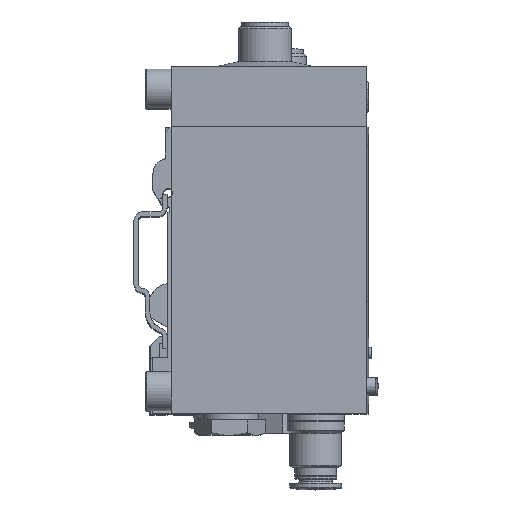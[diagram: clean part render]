
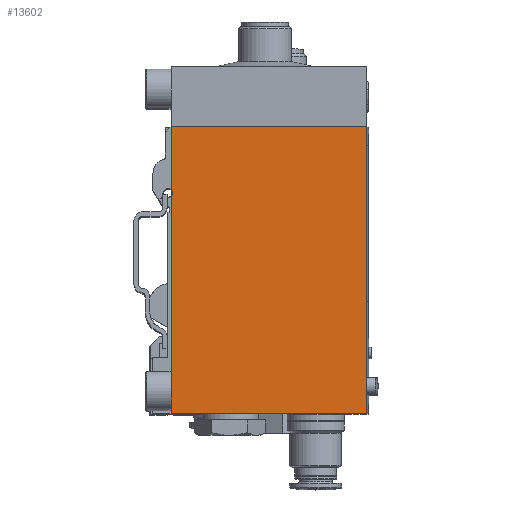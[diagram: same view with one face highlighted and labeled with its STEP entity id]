
A CAD part, top view. The second image highlights one B-rep face of the part: STEP entity #13602.
In plain terms, the highlighted face is planar.
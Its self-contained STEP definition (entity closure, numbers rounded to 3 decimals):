
#202=B_SPLINE_CURVE_WITH_KNOTS('',3,(#19143,#19144,#19145,#19146),
 .UNSPECIFIED.,.F.,.F.,(4,4),(0.,1.),.UNSPECIFIED.);
#341=CIRCLE('',#14306,1.);
#1359=ORIENTED_EDGE('',*,*,#4096,.F.);
#1360=ORIENTED_EDGE('',*,*,#3984,.F.);
#1361=ORIENTED_EDGE('',*,*,#4097,.F.);
#1362=ORIENTED_EDGE('',*,*,#4098,.F.);
#1363=ORIENTED_EDGE('',*,*,#4099,.F.);
#1364=ORIENTED_EDGE('',*,*,#3972,.T.);
#3972=EDGE_CURVE('',#5346,#5345,#341,.T.);
#3984=EDGE_CURVE('',#5355,#5356,#6357,.T.);
#4096=EDGE_CURVE('',#5356,#5345,#6448,.T.);
#4097=EDGE_CURVE('',#5429,#5355,#6449,.T.);
#4098=EDGE_CURVE('',#5430,#5429,#202,.F.);
#4099=EDGE_CURVE('',#5346,#5430,#6450,.T.);
#5345=VERTEX_POINT('',#18903);
#5346=VERTEX_POINT('',#18905);
#5355=VERTEX_POINT('',#18926);
#5356=VERTEX_POINT('',#18928);
#5429=VERTEX_POINT('',#19142);
#5430=VERTEX_POINT('',#19147);
#6357=LINE('',#18927,#7233);
#6448=LINE('',#19140,#7324);
#6449=LINE('',#19141,#7325);
#6450=LINE('',#19148,#7326);
#7233=VECTOR('',#15721,1000.);
#7324=VECTOR('',#15902,1000.);
#7325=VECTOR('',#15903,1000.);
#7326=VECTOR('',#15904,1000.);
#8022=EDGE_LOOP('',(#1359,#1360,#1361,#1362,#1363,#1364));
#8924=FACE_BOUND('',#8022,.T.);
#9791=PLANE('',#14357);
#13602=ADVANCED_FACE('',(#8924),#9791,.F.);
#14306=AXIS2_PLACEMENT_3D('',#18904,#15701,#15702);
#14357=AXIS2_PLACEMENT_3D('',#19139,#15900,#15901);
#15701=DIRECTION('',(1.,0.,0.));
#15702=DIRECTION('',(0.,0.,-1.));
#15721=DIRECTION('',(0.,0.,-1.));
#15900=DIRECTION('',(1.,0.,0.));
#15901=DIRECTION('',(0.,0.,-1.));
#15902=DIRECTION('',(0.,1.,0.));
#15903=DIRECTION('',(0.,-1.,0.));
#15904=DIRECTION('',(0.,1.,0.));
#18903=CARTESIAN_POINT('',(-47.5,9.936,-43.));
#18904=CARTESIAN_POINT('',(-47.5,10.65,-43.7));
#18905=CARTESIAN_POINT('',(-47.5,11.364,-43.));
#18926=CARTESIAN_POINT('',(-47.5,-39.25,1.3));
#18927=CARTESIAN_POINT('',(-47.5,-39.25,1.3));
#18928=CARTESIAN_POINT('',(-47.5,-39.25,-43.));
#19139=CARTESIAN_POINT('',(-47.5,10.65,-43.7));
#19140=CARTESIAN_POINT('',(-47.5,10.65,-43.));
#19141=CARTESIAN_POINT('',(-47.5,25.75,1.3));
#19142=CARTESIAN_POINT('',(-47.5,25.75,1.3));
#19143=CARTESIAN_POINT('',(-47.5,25.75,1.3));
#19144=CARTESIAN_POINT('',(-47.5,25.75,-13.467));
#19145=CARTESIAN_POINT('',(-47.5,25.75,-28.233));
#19146=CARTESIAN_POINT('',(-47.5,25.75,-43.));
#19147=CARTESIAN_POINT('',(-47.5,25.75,-43.));
#19148=CARTESIAN_POINT('',(-47.5,10.65,-43.));
